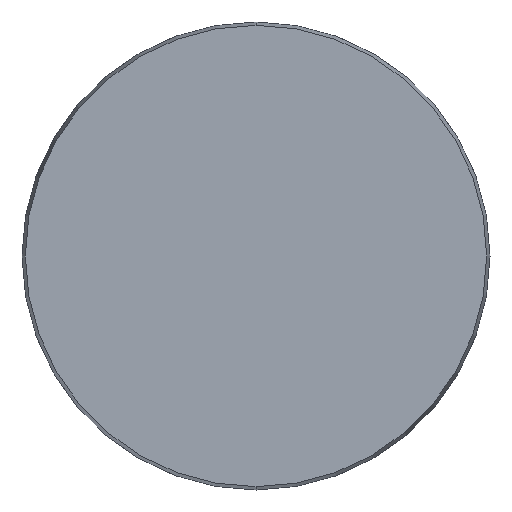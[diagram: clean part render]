
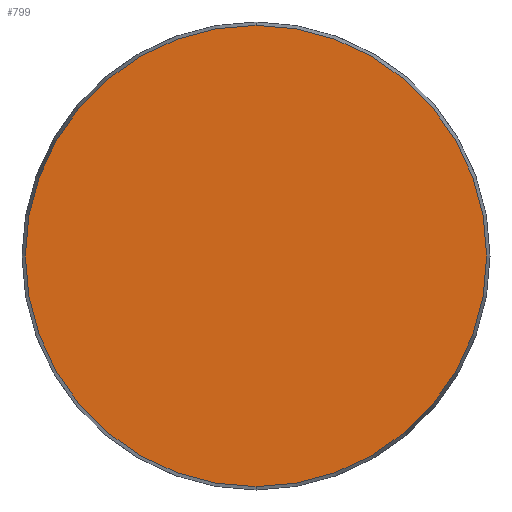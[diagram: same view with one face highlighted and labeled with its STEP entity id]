
A CAD part, front view. The second image highlights one B-rep face of the part: STEP entity #799.
In plain terms, the highlighted planar face has unit normal (0, -1, 0).
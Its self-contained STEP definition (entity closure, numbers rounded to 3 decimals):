
#49 = CIRCLE ( 'NONE', #159, 59.143 ) ;
#62 = AXIS2_PLACEMENT_3D ( 'NONE', #565, #456, #588 ) ;
#64 = ORIENTED_EDGE ( 'NONE', *, *, #357, .T. ) ;
#159 = AXIS2_PLACEMENT_3D ( 'NONE', #481, #672, #727 ) ;
#164 = PLANE ( 'NONE',  #62 ) ;
#170 = CARTESIAN_POINT ( 'NONE',  ( 0., 0., 59.143 ) ) ;
#174 = VERTEX_POINT ( 'NONE', #731 ) ;
#179 = DIRECTION ( 'NONE',  ( 0., -1., 0. ) ) ;
#357 = EDGE_CURVE ( 'NONE', #174, #737, #526, .T. ) ;
#456 = DIRECTION ( 'NONE',  ( 0., 1., 0. ) ) ;
#460 = CARTESIAN_POINT ( 'NONE',  ( 0., 0., 0. ) ) ;
#474 = AXIS2_PLACEMENT_3D ( 'NONE', #460, #179, #589 ) ;
#481 = CARTESIAN_POINT ( 'NONE',  ( 0., 0., 0. ) ) ;
#526 = CIRCLE ( 'NONE', #474, 59.143 ) ;
#552 = EDGE_CURVE ( 'NONE', #737, #174, #49, .T. ) ;
#565 = CARTESIAN_POINT ( 'NONE',  ( -59.143, 0., 0. ) ) ;
#588 = DIRECTION ( 'NONE',  ( 0., 0., 1. ) ) ;
#589 = DIRECTION ( 'NONE',  ( 0., 0., -1. ) ) ;
#634 = EDGE_LOOP ( 'NONE', ( #757, #64 ) ) ;
#672 = DIRECTION ( 'NONE',  ( 0., -1., 0. ) ) ;
#727 = DIRECTION ( 'NONE',  ( 0., 0., -1. ) ) ;
#731 = CARTESIAN_POINT ( 'NONE',  ( 0., 0., -59.143 ) ) ;
#737 = VERTEX_POINT ( 'NONE', #170 ) ;
#739 = FACE_OUTER_BOUND ( 'NONE', #634, .T. ) ;
#757 = ORIENTED_EDGE ( 'NONE', *, *, #552, .T. ) ;
#799 = ADVANCED_FACE ( 'NONE', ( #739 ), #164, .F. ) ;
